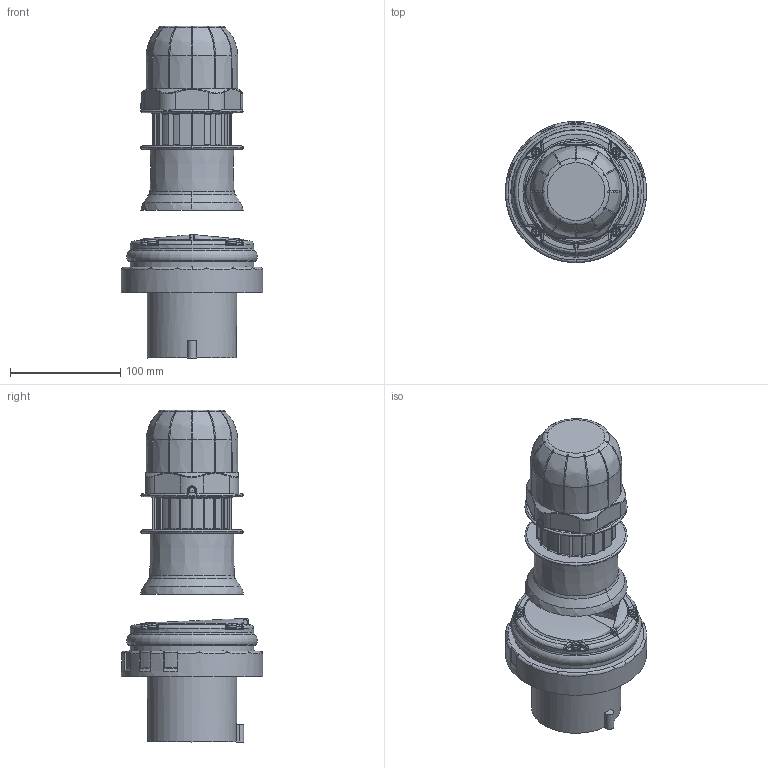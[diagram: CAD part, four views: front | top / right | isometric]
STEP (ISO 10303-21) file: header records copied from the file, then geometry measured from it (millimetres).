
FILE_DESCRIPTION(/* description */ (''),/* implementation_level */ '2;1');
FILE_NAME(/* name */ 'VSIH125PXXX (for customer).stp',/* time_stamp */ '2021-03-02T11:48:39-06:00',/* author */ ('jbergman'),/* organization */ (''),/* preprocessor_version */ 'ST-DEVELOPER v18',/* originating_system */ 'Autodesk Inventor 2020',/* authorisation */ '');
FILE_SCHEMA (('AUTOMOTIVE_DESIGN { 1 0 10303 214 3 1 1 }'));
Products named in the file (1): VSIH125PXXX (for customer)
Bounding box: 128.5 x 128.5 x 301.76 mm (x, y, z)
Volume: 1866066.7 mm3; surface area: 117953.4 mm2
Topology: 1 solids, 1 shells, 726 faces, 1969 edges, 1226 vertices
Faces by surface type: bspline 242, cylinder 230, plane 184, torus 44, cone 25, sphere 1
Full cylindrical faces by diameter (mm): 4.3 x4, 8 x4, 73.1 x1, 81 x1, 93 x1, 112.25 x1, 112.7 x1, 128.5 x1
Entity records: 51226 total; most frequent: CARTESIAN_POINT 33890, ORIENTED_EDGE 3880, DIRECTION 2867, EDGE_CURVE 1940, VERTEX_POINT 1226, AXIS2_PLACEMENT_3D 1115, EDGE_LOOP 744, STYLED_ITEM 727
